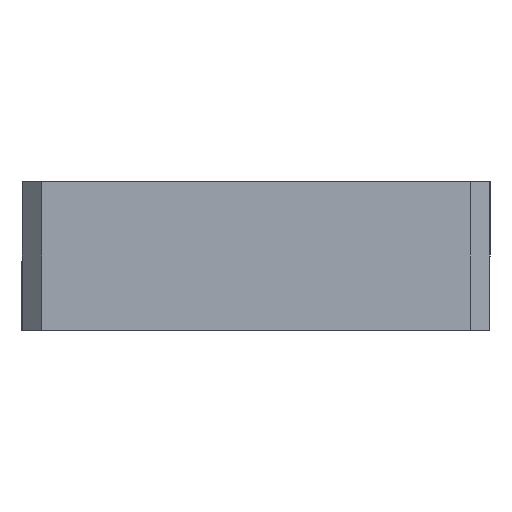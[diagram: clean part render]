
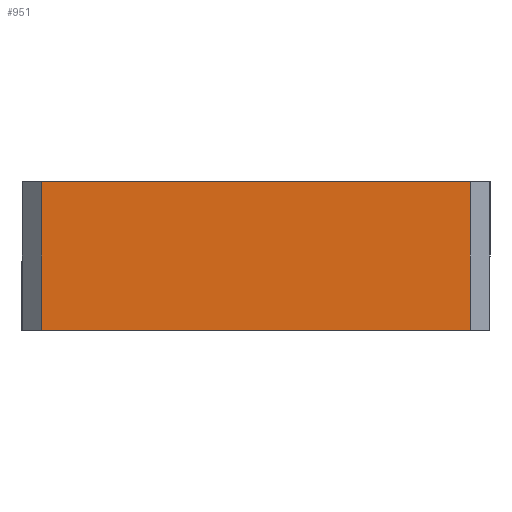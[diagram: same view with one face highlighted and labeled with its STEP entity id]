
A CAD part, left-side view. The second image highlights one B-rep face of the part: STEP entity #951.
In plain terms, the highlighted planar face has unit normal (-1, 0, 0).
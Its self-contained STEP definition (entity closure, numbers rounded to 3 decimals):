
#42 = VECTOR ( 'NONE', #1089, 1000. ) ;
#83 = VERTEX_POINT ( 'NONE', #1015 ) ;
#95 = VERTEX_POINT ( 'NONE', #414 ) ;
#123 = DIRECTION ( 'NONE',  ( 0., 0., -1. ) ) ;
#192 = VECTOR ( 'NONE', #313, 1000. ) ;
#212 = EDGE_LOOP ( 'NONE', ( #1231, #434, #921, #548 ) ) ;
#221 = DIRECTION ( 'NONE',  ( 0., 0., -1. ) ) ;
#313 = DIRECTION ( 'NONE',  ( 0., -1., 0. ) ) ;
#369 = VERTEX_POINT ( 'NONE', #373 ) ;
#373 = CARTESIAN_POINT ( 'NONE',  ( -8.25, 5.5, 1.9 ) ) ;
#397 = DIRECTION ( 'NONE',  ( 0., -1., 0. ) ) ;
#407 = LINE ( 'NONE', #895, #791 ) ;
#414 = CARTESIAN_POINT ( 'NONE',  ( -8.25, -5.5, -1.9 ) ) ;
#417 = PLANE ( 'NONE',  #929 ) ;
#434 = ORIENTED_EDGE ( 'NONE', *, *, #1103, .T. ) ;
#503 = VECTOR ( 'NONE', #397, 1000. ) ;
#548 = ORIENTED_EDGE ( 'NONE', *, *, #902, .T. ) ;
#613 = FACE_OUTER_BOUND ( 'NONE', #212, .T. ) ;
#622 = DIRECTION ( 'NONE',  ( 1., 0., 0. ) ) ;
#680 = CARTESIAN_POINT ( 'NONE',  ( -8.25, -6., -1.9 ) ) ;
#715 = VERTEX_POINT ( 'NONE', #1241 ) ;
#779 = LINE ( 'NONE', #1193, #42 ) ;
#791 = VECTOR ( 'NONE', #123, 1000. ) ;
#794 = CARTESIAN_POINT ( 'NONE',  ( -8.25, -6., 1.9 ) ) ;
#895 = CARTESIAN_POINT ( 'NONE',  ( -8.25, 5.5, 1.9 ) ) ;
#902 = EDGE_CURVE ( 'NONE', #369, #83, #407, .T. ) ;
#909 = EDGE_CURVE ( 'NONE', #83, #95, #1134, .T. ) ;
#921 = ORIENTED_EDGE ( 'NONE', *, *, #1061, .F. ) ;
#929 = AXIS2_PLACEMENT_3D ( 'NONE', #1206, #622, #221 ) ;
#951 = ADVANCED_FACE ( 'NONE', ( #613 ), #417, .F. ) ;
#1015 = CARTESIAN_POINT ( 'NONE',  ( -8.25, 5.5, -1.9 ) ) ;
#1061 = EDGE_CURVE ( 'NONE', #369, #715, #1165, .T. ) ;
#1089 = DIRECTION ( 'NONE',  ( 0., 0., 1. ) ) ;
#1103 = EDGE_CURVE ( 'NONE', #95, #715, #779, .T. ) ;
#1134 = LINE ( 'NONE', #680, #192 ) ;
#1165 = LINE ( 'NONE', #794, #503 ) ;
#1193 = CARTESIAN_POINT ( 'NONE',  ( -8.25, -5.5, 1.9 ) ) ;
#1206 = CARTESIAN_POINT ( 'NONE',  ( -8.25, -6., 1.9 ) ) ;
#1231 = ORIENTED_EDGE ( 'NONE', *, *, #909, .T. ) ;
#1241 = CARTESIAN_POINT ( 'NONE',  ( -8.25, -5.5, 1.9 ) ) ;
